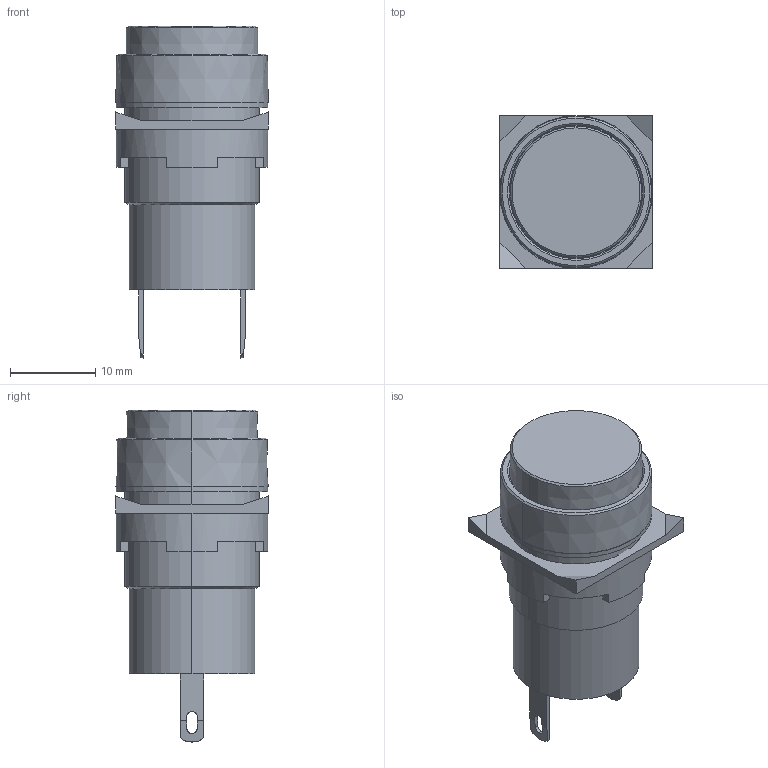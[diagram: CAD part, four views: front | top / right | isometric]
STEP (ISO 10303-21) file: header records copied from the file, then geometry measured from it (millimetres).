
FILE_DESCRIPTION (( 'STEP AP214' ), '1' );
FILE_NAME ('09_AL6M-P#(P)$.STEP', '2021-03-26T06:09:41', ( 'IDEC' ), ( 'IDEC' ), 'SwSTEP 2.0', 'SolidWorks 2019', '' );
FILE_SCHEMA (( 'AUTOMOTIVE_DESIGN' ));
Length unit declared in the file: millimetre
Products named in the file (4): A6-P-Body; 16-NUT-SET; A6-Operator-Round; 09_AL6M-P#(P)$
Assembly tree (3 placements, depth 2):
  09_AL6M-P#(P)$
    A6-P-Body
    A6-Operator-Round
    16-NUT-SET
Bounding box: 17.9 x 17.9 x 39 mm (x, y, z)
Volume: 6465.5 mm3; surface area: 3474 mm2
Topology: 3 solids, 3 shells, 87 faces, 224 edges, 146 vertices
Faces by surface type: plane 55, cylinder 20, cone 12
Entity records: 2814 total; most frequent: DIRECTION 476, CARTESIAN_POINT 475, ORIENTED_EDGE 448, EDGE_CURVE 224, AXIS2_PLACEMENT_3D 163, VECTOR 150, LINE 150, VERTEX_POINT 146
